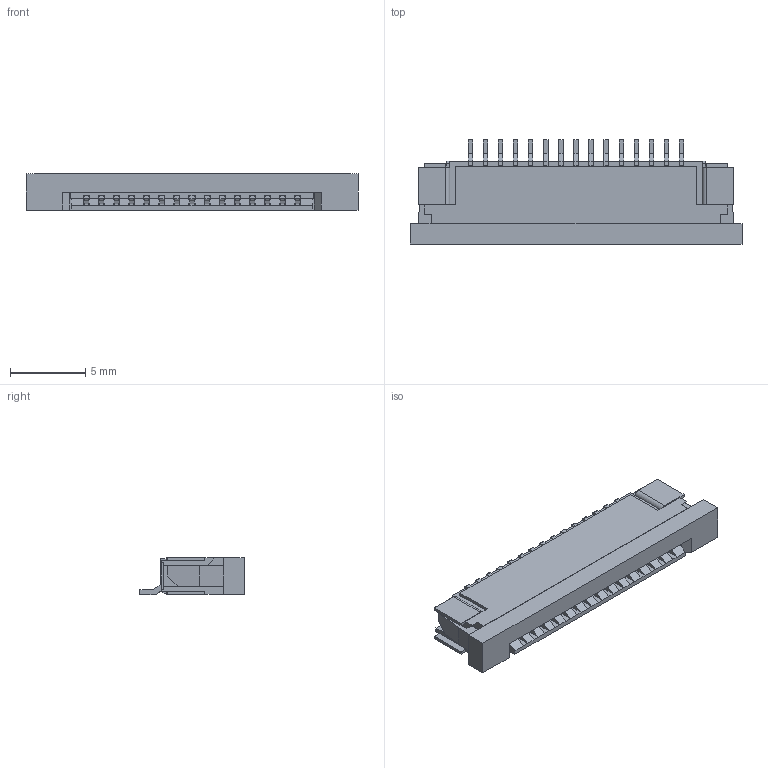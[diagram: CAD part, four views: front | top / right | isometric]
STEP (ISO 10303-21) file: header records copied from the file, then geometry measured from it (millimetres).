
FILE_DESCRIPTION(('STEP AP214'), '1');
FILE_NAME('FFC3B05-08-T', '2018-03-31T19:46:50', ('Nobody'), (''), 'ASCON STEP Converter 1.3', 'ASCON Math Kernel', '');
FILE_SCHEMA(('AUTOMOTIVE_DESIGN { 1 0 10303 214 3 1 1}'));
Length unit declared in the file: millimetre
Assembly tree (18 placements, depth 2):
  (unnamed)
    (unnamed)
    (unnamed)
    (unnamed)  x15
    (unnamed)
Bounding box: 22 x 6.9 x 2.5 mm (x, y, z)
Volume: 232.4 mm3; surface area: 1034.7 mm2
Topology: 19 solids, 19 shells, 870 faces, 2482 edges, 1669 vertices
Faces by surface type: plane 742, cylinder 128
Entity records: 16367 total; most frequent: CARTESIAN_POINT 2239, ORIENTED_EDGE 2140, DIRECTION 1996, LINE 1106, VECTOR 1106, EDGE_CURVE 1070, VERTEX_POINT 688, AXIS2_PLACEMENT_3D 445
